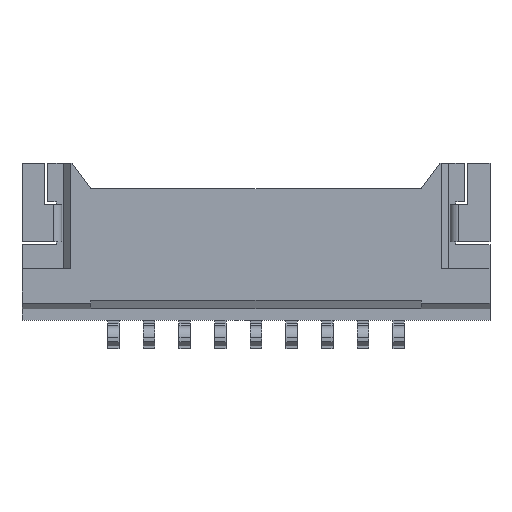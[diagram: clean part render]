
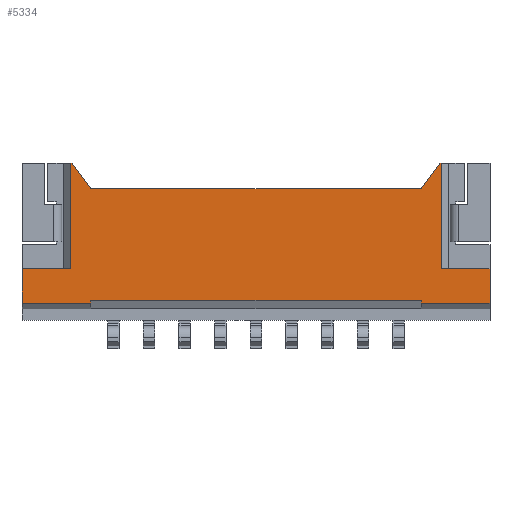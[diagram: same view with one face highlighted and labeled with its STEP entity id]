
A CAD part, front view. The second image highlights one B-rep face of the part: STEP entity #5334.
In plain terms, the highlighted planar face has unit normal (0, -1, 0).
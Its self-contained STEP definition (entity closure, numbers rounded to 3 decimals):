
#1=DIRECTION('',(0.,0.,-1.));
#2=VECTOR('',#1,3.7);
#3=CARTESIAN_POINT('',(-6.5,-0.925,2.75));
#4=LINE('',#3,#2);
#5=DIRECTION('',(1.,0.,0.));
#6=VECTOR('',#5,0.06);
#7=CARTESIAN_POINT('',(-6.5,-0.925,2.75));
#8=LINE('',#7,#6);
#9=DIRECTION('',(0.588,0.,-0.809));
#10=VECTOR('',#9,1.113);
#11=CARTESIAN_POINT('',(-6.44,-0.925,2.75));
#12=LINE('',#11,#10);
#13=DIRECTION('',(1.,0.,0.));
#14=VECTOR('',#13,11.57);
#15=CARTESIAN_POINT('',(-5.785,-0.925,1.85));
#16=LINE('',#15,#14);
#17=DIRECTION('',(0.588,0.,0.809));
#18=VECTOR('',#17,1.113);
#19=CARTESIAN_POINT('',(5.785,-0.925,1.85));
#20=LINE('',#19,#18);
#21=DIRECTION('',(1.,0.,0.));
#22=VECTOR('',#21,0.06);
#23=CARTESIAN_POINT('',(6.44,-0.925,2.75));
#24=LINE('',#23,#22);
#25=DIRECTION('',(0.,0.,1.));
#26=VECTOR('',#25,3.7);
#27=CARTESIAN_POINT('',(6.5,-0.925,-0.95));
#28=LINE('',#27,#26);
#29=DIRECTION('',(0.,0.,-1.));
#30=VECTOR('',#29,1.2);
#31=CARTESIAN_POINT('',(8.2,-0.925,-0.95));
#32=LINE('',#31,#30);
#33=DIRECTION('',(-1.,0.,0.));
#34=VECTOR('',#33,2.415);
#35=CARTESIAN_POINT('',(8.2,-0.925,-2.15));
#36=LINE('',#35,#34);
#37=DIRECTION('',(0.,0.,1.));
#38=VECTOR('',#37,0.1);
#39=CARTESIAN_POINT('',(5.785,-0.925,-2.15));
#40=LINE('',#39,#38);
#41=DIRECTION('',(1.,0.,0.));
#42=VECTOR('',#41,11.57);
#43=CARTESIAN_POINT('',(-5.785,-0.925,-2.05));
#44=LINE('',#43,#42);
#45=DIRECTION('',(0.,0.,1.));
#46=VECTOR('',#45,0.1);
#47=CARTESIAN_POINT('',(-5.785,-0.925,-2.15));
#48=LINE('',#47,#46);
#49=DIRECTION('',(-1.,0.,0.));
#50=VECTOR('',#49,2.415);
#51=CARTESIAN_POINT('',(-5.785,-0.925,-2.15));
#52=LINE('',#51,#50);
#53=DIRECTION('',(0.,0.,1.));
#54=VECTOR('',#53,1.2);
#55=CARTESIAN_POINT('',(-8.2,-0.925,-2.15));
#56=LINE('',#55,#54);
#61=DIRECTION('',(-1.,0.,0.));
#62=VECTOR('',#61,1.7);
#63=CARTESIAN_POINT('',(-6.5,-0.925,-0.95));
#64=LINE('',#63,#62);
#813=DIRECTION('',(-1.,0.,0.));
#814=VECTOR('',#813,1.7);
#815=CARTESIAN_POINT('',(8.2,-0.925,-0.95));
#816=LINE('',#815,#814);
#4043=CARTESIAN_POINT('',(5.785,-0.925,1.85));
#4044=CARTESIAN_POINT('',(6.44,-0.925,2.75));
#4045=VERTEX_POINT('',#4043);
#4046=VERTEX_POINT('',#4044);
#4047=CARTESIAN_POINT('',(-5.785,-0.925,1.85));
#4048=VERTEX_POINT('',#4047);
#4059=CARTESIAN_POINT('',(-6.44,-0.925,2.75));
#4060=VERTEX_POINT('',#4059);
#4225=CARTESIAN_POINT('',(8.2,-0.925,-0.95));
#4226=VERTEX_POINT('',#4225);
#4231=CARTESIAN_POINT('',(-8.2,-0.925,-0.95));
#4232=VERTEX_POINT('',#4231);
#4323=CARTESIAN_POINT('',(-6.5,-0.925,-0.95));
#4324=VERTEX_POINT('',#4323);
#4399=CARTESIAN_POINT('',(8.2,-0.925,-2.15));
#4400=VERTEX_POINT('',#4399);
#4403=CARTESIAN_POINT('',(-8.2,-0.925,-2.15));
#4404=VERTEX_POINT('',#4403);
#4417=CARTESIAN_POINT('',(-6.5,-0.925,2.75));
#4418=VERTEX_POINT('',#4417);
#4419=CARTESIAN_POINT('',(6.5,-0.925,2.75));
#4420=VERTEX_POINT('',#4419);
#4421=CARTESIAN_POINT('',(6.5,-0.925,-0.95));
#4422=VERTEX_POINT('',#4421);
#4471=CARTESIAN_POINT('',(5.785,-0.925,-2.15));
#4472=CARTESIAN_POINT('',(5.785,-0.925,-2.05));
#4473=VERTEX_POINT('',#4471);
#4474=VERTEX_POINT('',#4472);
#4475=CARTESIAN_POINT('',(-5.785,-0.925,-2.15));
#4476=CARTESIAN_POINT('',(-5.785,-0.925,-2.05));
#4477=VERTEX_POINT('',#4475);
#4478=VERTEX_POINT('',#4476);
#5295=CARTESIAN_POINT('',(0.,-0.925,0.));
#5296=DIRECTION('',(0.,-1.,0.));
#5297=DIRECTION('',(-1.,0.,0.));
#5298=AXIS2_PLACEMENT_3D('',#5295,#5296,#5297);
#5299=PLANE('',#5298);
#5301=ORIENTED_EDGE('',*,*,#5300,.F.);
#5303=ORIENTED_EDGE('',*,*,#5302,.T.);
#5305=ORIENTED_EDGE('',*,*,#5304,.T.);
#5307=ORIENTED_EDGE('',*,*,#5306,.T.);
#5309=ORIENTED_EDGE('',*,*,#5308,.T.);
#5311=ORIENTED_EDGE('',*,*,#5310,.T.);
#5313=ORIENTED_EDGE('',*,*,#5312,.F.);
#5315=ORIENTED_EDGE('',*,*,#5314,.F.);
#5317=ORIENTED_EDGE('',*,*,#5316,.T.);
#5319=ORIENTED_EDGE('',*,*,#5318,.T.);
#5321=ORIENTED_EDGE('',*,*,#5320,.T.);
#5323=ORIENTED_EDGE('',*,*,#5322,.F.);
#5325=ORIENTED_EDGE('',*,*,#5324,.F.);
#5327=ORIENTED_EDGE('',*,*,#5326,.T.);
#5329=ORIENTED_EDGE('',*,*,#5328,.T.);
#5331=ORIENTED_EDGE('',*,*,#5330,.F.);
#5332=EDGE_LOOP('',(#5301,#5303,#5305,#5307,#5309,#5311,#5313,#5315,#5317,#5319,
#5321,#5323,#5325,#5327,#5329,#5331));
#5333=FACE_OUTER_BOUND('',#5332,.F.);
#5334=ADVANCED_FACE('',(#5333),#5299,.T.);
#5300=EDGE_CURVE('',#4418,#4324,#4,.T.);
#5302=EDGE_CURVE('',#4418,#4060,#8,.T.);
#5304=EDGE_CURVE('',#4060,#4048,#12,.T.);
#5306=EDGE_CURVE('',#4048,#4045,#16,.T.);
#5308=EDGE_CURVE('',#4045,#4046,#20,.T.);
#5310=EDGE_CURVE('',#4046,#4420,#24,.T.);
#5312=EDGE_CURVE('',#4422,#4420,#28,.T.);
#5314=EDGE_CURVE('',#4226,#4422,#816,.T.);
#5316=EDGE_CURVE('',#4226,#4400,#32,.T.);
#5318=EDGE_CURVE('',#4400,#4473,#36,.T.);
#5320=EDGE_CURVE('',#4473,#4474,#40,.T.);
#5322=EDGE_CURVE('',#4478,#4474,#44,.T.);
#5324=EDGE_CURVE('',#4477,#4478,#48,.T.);
#5326=EDGE_CURVE('',#4477,#4404,#52,.T.);
#5328=EDGE_CURVE('',#4404,#4232,#56,.T.);
#5330=EDGE_CURVE('',#4324,#4232,#64,.T.);
